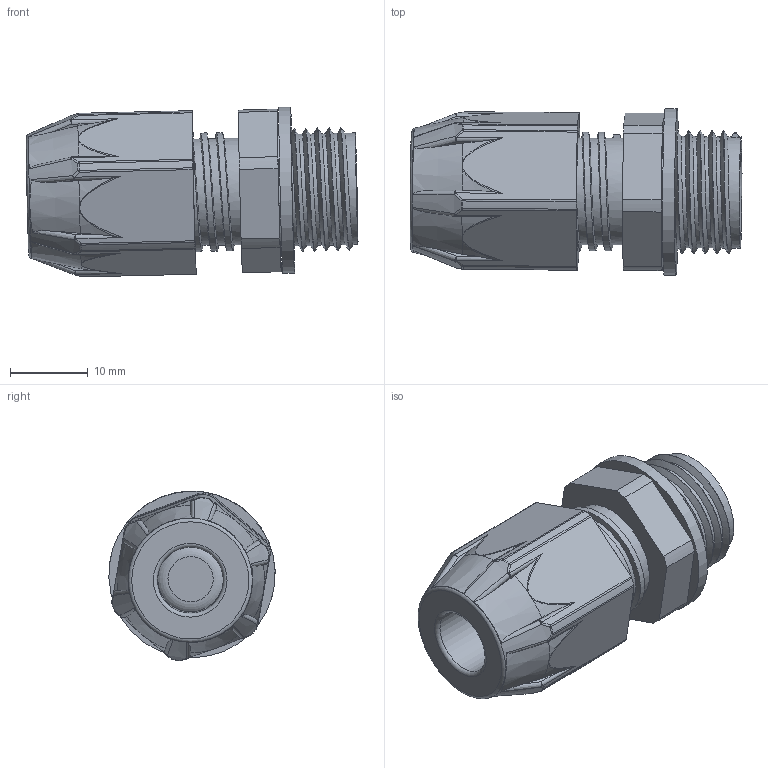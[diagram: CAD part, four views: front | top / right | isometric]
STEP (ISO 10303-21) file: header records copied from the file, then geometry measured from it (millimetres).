
FILE_DESCRIPTION(/* description */ ('Euro-Top-X-4.Generation M16x1,5, Ex i, Doppeldichtung'),/* implementation_level */ '2;1');
FILE_NAME(/* name */ '84280516X4HISI-RST.stp',/* time_stamp */ '2020-02-24T13:57:46+01:00',/* author */ ('sl'),/* organization */ (''),/* preprocessor_version */ 'ST-DEVELOPER v16.5',/* originating_system */ 'Autodesk Inventor 2017',/* authorisation */ '');
FILE_SCHEMA (('AUTOMOTIVE_DESIGN { 1 0 10303 214 3 1 1 }'));
Length unit declared in the file: millimetre
Products named in the file (7): 84280516X4HISI; 85080516X4HI; 85080516X4HISI; 85080512X4HI; 85080516X4HISI_1; 85080516X4HI_1; 85280516XHI
Assembly tree (6 placements, depth 2):
  84280516X4HISI
    85080516X4HI
    85080516X4HISI
    85080512X4HI
    85080516X4HISI_1
    85080516X4HI_1
    85280516XHI
Bounding box: 42.81 x 21.44 x 21.9 mm (x, y, z)
Volume: 4313.8 mm3; surface area: 8529.6 mm2
Topology: 5 solids, 6 shells, 355 faces, 934 edges, 588 vertices
Faces by surface type: plane 118, cylinder 107, bspline 57, torus 28, sphere 24, cone 21
Full cylindrical faces by diameter (mm): 5.2 x1, 8.41 x1, 8.43 x1, 8.5 x2, 8.68 x1, 9 x1, 9.93 x1, 11.05 x2, 11.64 x1, 12.3 x1, 13.75 x4, 14.05 x4, 14.35 x1, 14.388 x6, 15.572 x5, 21.46 x1
Entity records: 14974 total; most frequent: CARTESIAN_POINT 6703, ORIENTED_EDGE 1664, DIRECTION 1630, EDGE_CURVE 832, AXIS2_PLACEMENT_3D 689, VERTEX_POINT 545, EDGE_LOOP 389, CIRCLE 367
